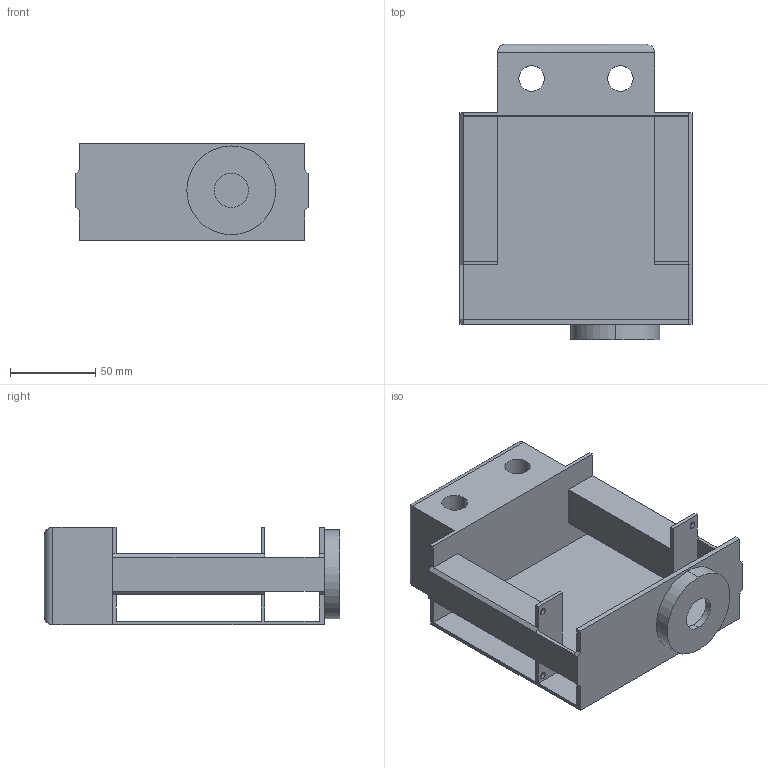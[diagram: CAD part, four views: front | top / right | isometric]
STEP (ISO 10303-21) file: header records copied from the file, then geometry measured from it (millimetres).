
FILE_DESCRIPTION (( 'STEP AP203' ), '1' );
FILE_NAME ('Arm_Holder_Default_sldprt.STEP', '2022-04-16T10:24:30', ( '' ), ( '' ), 'SwSTEP 2.0', 'SolidWorks 2019', '' );
FILE_SCHEMA (( 'CONFIG_CONTROL_DESIGN' ));
Length unit declared in the file: millimetre
Products named in the file (1): Arm_Holder_Default_sldprt
Bounding box: 136 x 173 x 57 mm (x, y, z)
Volume: 294514.9 mm3; surface area: 116457.5 mm2
Topology: 2 solids, 2 shells, 91 faces, 256 edges, 164 vertices
Faces by surface type: plane 67, cylinder 24
Entity records: 3013 total; most frequent: CARTESIAN_POINT 524, ORIENTED_EDGE 512, DIRECTION 476, EDGE_CURVE 256, VECTOR 212, LINE 212, VERTEX_POINT 164, AXIS2_PLACEMENT_3D 132
